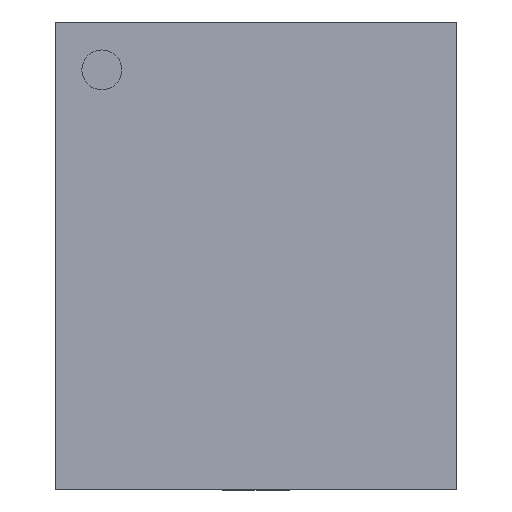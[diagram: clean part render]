
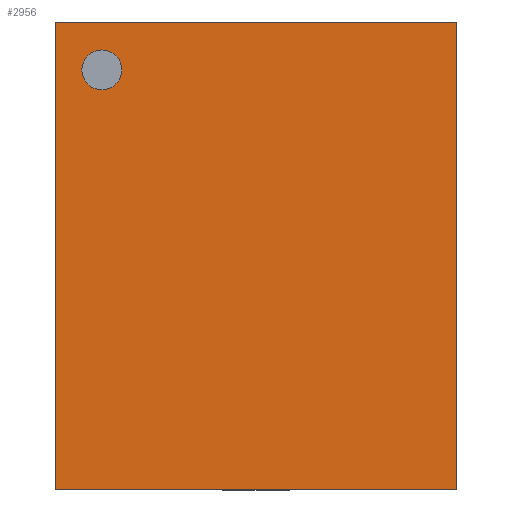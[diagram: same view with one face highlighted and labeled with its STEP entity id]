
A CAD part, top view. The second image highlights one B-rep face of the part: STEP entity #2956.
In plain terms, the highlighted planar face has unit normal (0, 0, 1).
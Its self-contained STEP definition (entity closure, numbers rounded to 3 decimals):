
#92=FACE_BOUND('',#608,.T.);
#181=PLANE('',#3452);
#361=FACE_OUTER_BOUND('',#607,.T.);
#607=EDGE_LOOP('',(#2705,#2706,#2707,#2708));
#608=EDGE_LOOP('',(#2709));
#705=LINE('',#5425,#808);
#707=LINE('',#5429,#810);
#709=LINE('',#5433,#812);
#711=LINE('',#5436,#814);
#808=VECTOR('',#4507,10.);
#810=VECTOR('',#4511,10.);
#812=VECTOR('',#4515,10.);
#814=VECTOR('',#4519,10.);
#815=CIRCLE('',#2972,0.452);
#1129=VERTEX_POINT('',#4524);
#1455=VERTEX_POINT('',#5422);
#1456=VERTEX_POINT('',#5424);
#1457=VERTEX_POINT('',#5428);
#1458=VERTEX_POINT('',#5432);
#1459=EDGE_CURVE('',#1129,#1129,#815,.T.);
#1869=EDGE_CURVE('',#1456,#1455,#705,.T.);
#1871=EDGE_CURVE('',#1457,#1456,#707,.T.);
#1873=EDGE_CURVE('',#1458,#1457,#709,.T.);
#1875=EDGE_CURVE('',#1455,#1458,#711,.T.);
#2705=ORIENTED_EDGE('',*,*,#1875,.T.);
#2706=ORIENTED_EDGE('',*,*,#1873,.T.);
#2707=ORIENTED_EDGE('',*,*,#1871,.T.);
#2708=ORIENTED_EDGE('',*,*,#1869,.T.);
#2709=ORIENTED_EDGE('',*,*,#1459,.T.);
#2956=ADVANCED_FACE('',(#361,#92),#181,.T.);
#2972=AXIS2_PLACEMENT_3D('',#4525,#3457,#3458);
#3452=AXIS2_PLACEMENT_3D('',#5437,#4520,#4521);
#3457=DIRECTION('center_axis',(0.,0.,-1.));
#3458=DIRECTION('ref_axis',(-1.,0.,0.));
#4507=DIRECTION('',(0.,-1.,0.));
#4511=DIRECTION('',(-1.,0.,0.));
#4515=DIRECTION('',(0.,1.,0.));
#4519=DIRECTION('',(1.,0.,0.));
#4520=DIRECTION('center_axis',(0.,0.,1.));
#4521=DIRECTION('ref_axis',(1.,0.,0.));
#4524=CARTESIAN_POINT('',(-3.04,4.215,1.2));
#4525=CARTESIAN_POINT('Origin',(-3.492,4.215,1.2));
#5422=CARTESIAN_POINT('',(-4.55,-5.3,1.2));
#5424=CARTESIAN_POINT('',(-4.55,5.3,1.2));
#5425=CARTESIAN_POINT('',(-4.55,-5.3,1.2));
#5428=CARTESIAN_POINT('',(4.55,5.3,1.2));
#5429=CARTESIAN_POINT('',(-4.55,5.3,1.2));
#5432=CARTESIAN_POINT('',(4.55,-5.3,1.2));
#5433=CARTESIAN_POINT('',(4.55,5.3,1.2));
#5436=CARTESIAN_POINT('',(4.55,-5.3,1.2));
#5437=CARTESIAN_POINT('Origin',(0.,0.,1.2));
